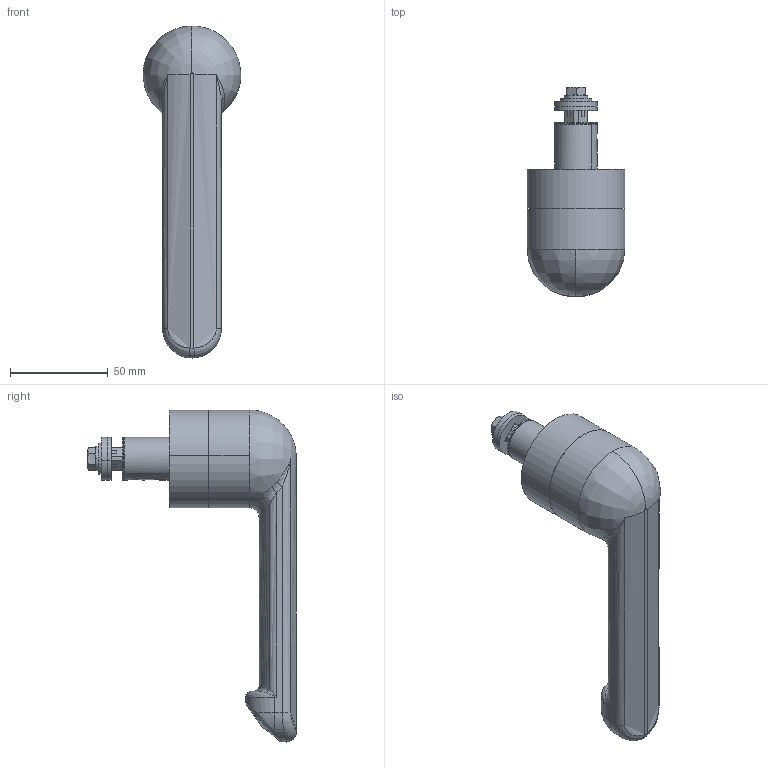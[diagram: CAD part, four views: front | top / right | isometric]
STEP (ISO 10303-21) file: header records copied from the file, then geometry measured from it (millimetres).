
FILE_DESCRIPTION((''),'2;1');
FILE_NAME('','2008-05-01T20:35:29',(''),(''),'','CADfix','');
FILE_SCHEMA(('AUTOMOTIVE_DESIGN { 1 0 10303 214 1 1 1 1 }'));
Length unit declared in the file: millimetre
Bounding box: 49.91 x 106.8 x 170 mm (x, y, z)
Volume: 175665.6 mm3; surface area: 42313.4 mm2
Topology: 6 solids, 6 shells, 246 faces, 693 edges, 483 vertices
Faces by surface type: bspline 246
Entity records: 10885 total; most frequent: CARTESIAN_POINT 6959, ORIENTED_EDGE 1380, EDGE_CURVE 690, VERTEX_POINT 483, QUASI_UNIFORM_CURVE 288, EDGE_LOOP 283, FACE_OUTER_BOUND 246, ADVANCED_FACE 246
